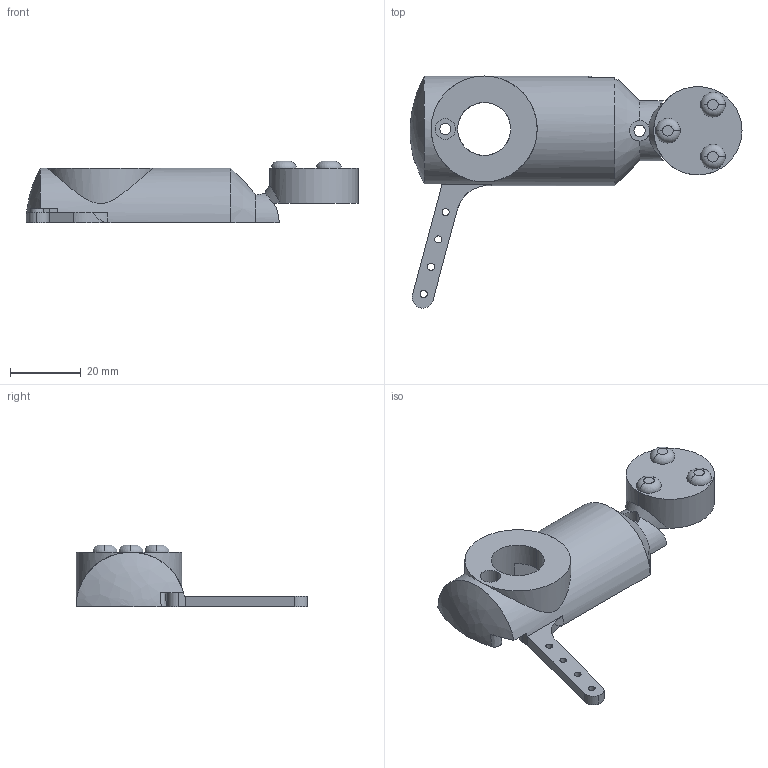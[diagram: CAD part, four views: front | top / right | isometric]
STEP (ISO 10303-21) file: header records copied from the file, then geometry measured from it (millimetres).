
FILE_DESCRIPTION (( 'STEP AP203' ), '1' );
FILE_NAME ('neck-bottom-right.STEP', '2019-10-22T11:34:41', ( '' ), ( '' ), 'SwSTEP 2.0', 'SolidWorks 2013', '' );
FILE_SCHEMA (( 'CONFIG_CONTROL_DESIGN' ));
Length unit declared in the file: millimetre
Products named in the file (1): neck-bottom-right
Bounding box: 94 x 65.67 x 17.5 mm (x, y, z)
Volume: 20399.1 mm3; surface area: 10206.4 mm2
Topology: 1 solids, 1 shells, 93 faces, 256 edges, 167 vertices
Faces by surface type: cylinder 42, plane 37, bspline 6, torus 6, cone 2
Entity records: 3821 total; most frequent: CARTESIAN_POINT 1366, ORIENTED_EDGE 508, DIRECTION 489, EDGE_CURVE 254, AXIS2_PLACEMENT_3D 189, VERTEX_POINT 167, LINE 111, VECTOR 111
